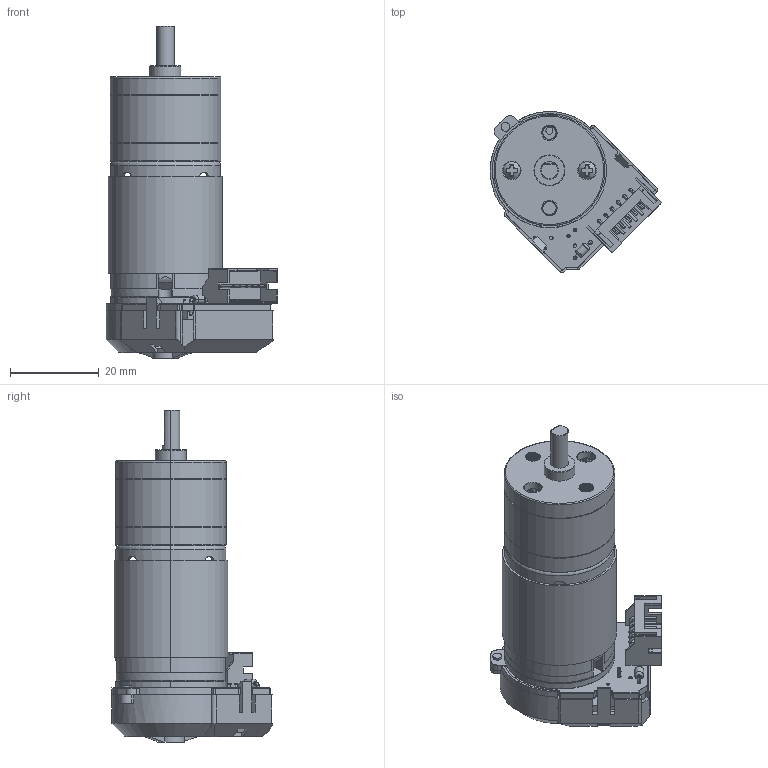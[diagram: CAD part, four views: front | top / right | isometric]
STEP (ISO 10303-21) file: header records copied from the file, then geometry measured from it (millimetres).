
FILE_DESCRIPTION (( 'STEP AP203' ), '1' );
FILE_NAME ('JGA25-371_ASM_(AP203).STEP', '2015-12-06T22:20:51', ( '' ), ( '' ), 'SwSTEP 2.0', 'SolidWorks 2014', '' );
FILE_SCHEMA (( 'CONFIG_CONTROL_DESIGN' ));
Length unit declared in the file: millimetre
Products named in the file (14): Sensor_cover_Varsay考an; Resistor_Varsay考an; pin_Varsay考an; Gear_box_Varsay考an; Socket_ASM_Varsay考an; Mitsumi M25N-2R-14_Varsay考an; Encoder_disk_Varsay考an; Encoder_case_Varsay考an; JGA25-371_ASM_(AP203); Socket_body_Varsay考an; PCB2_Varsay考an; Washer_Varsay考an; Solder_Varsay考an; PCB1_Varsay考an
Assembly tree (31 placements, depth 3):
  JGA25-371_ASM_(AP203)
    Gear_box_Varsay考an
    Mitsumi M25N-2R-14_Varsay考an
    PCB1_Varsay考an
    PCB2_Varsay考an
    Washer_Varsay考an
    Encoder_disk_Varsay考an
    Sensor_cover_Varsay考an
    Resistor_Varsay考an
    Solder_Varsay考an  x14
    Socket_ASM_Varsay考an
      pin_Varsay考an  x6
      Socket_body_Varsay考an
    Encoder_case_Varsay考an
Bounding box: 38.77 x 36.34 x 75 mm (x, y, z)
Volume: 12835.2 mm3; surface area: 24492.1 mm2
Topology: 43 solids, 43 shells, 1231 faces, 2975 edges, 1824 vertices
Faces by surface type: cylinder 487, plane 383, torus 253, cone 42, bspline 38, sphere 28
Entity records: 38543 total; most frequent: CARTESIAN_POINT 10648, DIRECTION 5649, ORIENTED_EDGE 5358, EDGE_CURVE 2679, AXIS2_PLACEMENT_3D 2201, VERTEX_POINT 1656, LINE 1247, VECTOR 1247
